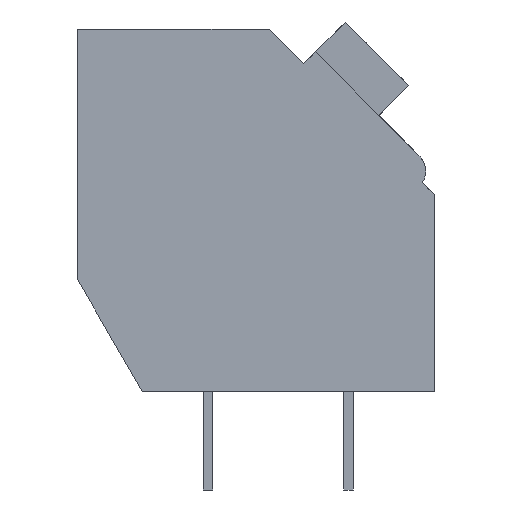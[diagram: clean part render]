
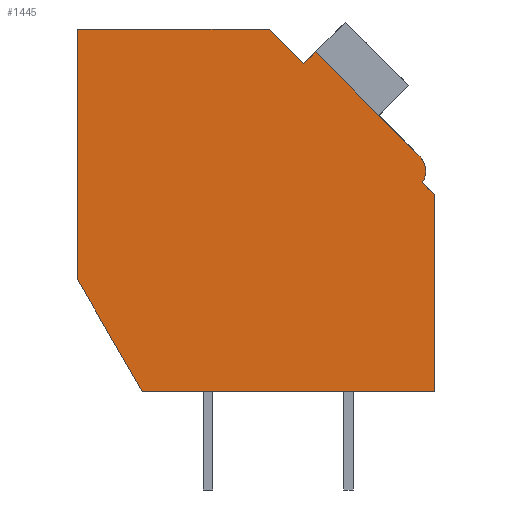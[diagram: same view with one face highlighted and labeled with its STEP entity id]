
A CAD part, left-side view. The second image highlights one B-rep face of the part: STEP entity #1445.
In plain terms, the highlighted planar face has unit normal (-1, 0, 0).
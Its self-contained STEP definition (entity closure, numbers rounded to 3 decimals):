
#1377=AXIS2_PLACEMENT_3D('Plane Axis2P3D',#1374,#1375,#1376) ;
#1388=AXIS2_PLACEMENT_3D('Circle Axis2P3D',#1386,#1387,$) ;
#49=CARTESIAN_POINT('Vertex',(0.,0.,3.5)) ;
#52=CARTESIAN_POINT('Line Origine',(0.,5.199,3.5)) ;
#56=CARTESIAN_POINT('Vertex',(0.,10.399,3.5)) ;
#135=CARTESIAN_POINT('Vertex',(0.,0.,10.518)) ;
#140=CARTESIAN_POINT('Line Origine',(0.,0.,7.009)) ;
#1374=CARTESIAN_POINT('Axis2P3D Location',(0.,12.7,0.)) ;
#1379=CARTESIAN_POINT('Line Origine',(0.,0.212,10.731)) ;
#1383=CARTESIAN_POINT('Vertex',(0.,0.424,10.943)) ;
#1386=CARTESIAN_POINT('Axis2P3D Location',(0.,1.113,11.349)) ;
#1390=CARTESIAN_POINT('Vertex',(0.,0.548,11.915)) ;
#1393=CARTESIAN_POINT('Line Origine',(0.,2.391,13.758)) ;
#1397=CARTESIAN_POINT('Vertex',(0.,4.234,15.601)) ;
#1400=CARTESIAN_POINT('Line Origine',(0.,4.446,15.389)) ;
#1404=CARTESIAN_POINT('Vertex',(0.,4.659,15.177)) ;
#1407=CARTESIAN_POINT('Line Origine',(0.,5.27,15.788)) ;
#1411=CARTESIAN_POINT('Vertex',(0.,5.882,16.4)) ;
#1414=CARTESIAN_POINT('Line Origine',(0.,9.291,16.4)) ;
#1418=CARTESIAN_POINT('Vertex',(0.,12.7,16.4)) ;
#1421=CARTESIAN_POINT('Line Origine',(0.,12.7,11.943)) ;
#1425=CARTESIAN_POINT('Vertex',(0.,12.7,7.485)) ;
#1428=CARTESIAN_POINT('Line Origine',(0.,11.55,5.493)) ;
#53=DIRECTION('Vector Direction',(0.,-1.,0.)) ;
#141=DIRECTION('Vector Direction',(0.,0.,1.)) ;
#1375=DIRECTION('Axis2P3D Direction',(-1.,0.,0.)) ;
#1376=DIRECTION('Axis2P3D XDirection',(0.,-1.,0.)) ;
#1380=DIRECTION('Vector Direction',(0.,0.707,0.707)) ;
#1387=DIRECTION('Axis2P3D Direction',(-1.,0.,0.)) ;
#1394=DIRECTION('Vector Direction',(0.,-0.707,-0.707)) ;
#1401=DIRECTION('Vector Direction',(0.,-0.707,0.707)) ;
#1408=DIRECTION('Vector Direction',(0.,0.707,0.707)) ;
#1415=DIRECTION('Vector Direction',(0.,-1.,0.)) ;
#1422=DIRECTION('Vector Direction',(0.,0.,-1.)) ;
#1429=DIRECTION('Vector Direction',(0.,-0.5,-0.866)) ;
#54=VECTOR('Line Direction',#53,1.) ;
#142=VECTOR('Line Direction',#141,1.) ;
#1381=VECTOR('Line Direction',#1380,1.) ;
#1395=VECTOR('Line Direction',#1394,1.) ;
#1402=VECTOR('Line Direction',#1401,1.) ;
#1409=VECTOR('Line Direction',#1408,1.) ;
#1416=VECTOR('Line Direction',#1415,1.) ;
#1423=VECTOR('Line Direction',#1422,1.) ;
#1430=VECTOR('Line Direction',#1429,1.) ;
#1434=ORIENTED_EDGE('',*,*,#58,.T.) ;
#1435=ORIENTED_EDGE('',*,*,#144,.T.) ;
#1436=ORIENTED_EDGE('',*,*,#1385,.T.) ;
#1437=ORIENTED_EDGE('',*,*,#1392,.T.) ;
#1438=ORIENTED_EDGE('',*,*,#1399,.T.) ;
#1439=ORIENTED_EDGE('',*,*,#1406,.T.) ;
#1440=ORIENTED_EDGE('',*,*,#1413,.T.) ;
#1441=ORIENTED_EDGE('',*,*,#1420,.T.) ;
#1442=ORIENTED_EDGE('',*,*,#1427,.T.) ;
#1443=ORIENTED_EDGE('',*,*,#1432,.T.) ;
#1445=ADVANCED_FACE('HOUSING',(#1444),#1378,.T.) ;
#1389=CIRCLE('generated circle',#1388,0.8) ;
#58=EDGE_CURVE('',#57,#50,#55,.T.) ;
#144=EDGE_CURVE('',#50,#136,#143,.T.) ;
#1385=EDGE_CURVE('',#136,#1384,#1382,.T.) ;
#1392=EDGE_CURVE('',#1384,#1391,#1389,.T.) ;
#1399=EDGE_CURVE('',#1391,#1398,#1396,.F.) ;
#1406=EDGE_CURVE('',#1398,#1405,#1403,.F.) ;
#1413=EDGE_CURVE('',#1405,#1412,#1410,.T.) ;
#1420=EDGE_CURVE('',#1412,#1419,#1417,.F.) ;
#1427=EDGE_CURVE('',#1419,#1426,#1424,.T.) ;
#1432=EDGE_CURVE('',#1426,#57,#1431,.T.) ;
#1433=EDGE_LOOP('',(#1434,#1435,#1436,#1437,#1438,#1439,#1440,#1441,#1442,#1443)) ;
#1444=FACE_OUTER_BOUND('',#1433,.T.) ;
#55=LINE('Line',#52,#54) ;
#143=LINE('Line',#140,#142) ;
#1382=LINE('Line',#1379,#1381) ;
#1396=LINE('Line',#1393,#1395) ;
#1403=LINE('Line',#1400,#1402) ;
#1410=LINE('Line',#1407,#1409) ;
#1417=LINE('Line',#1414,#1416) ;
#1424=LINE('Line',#1421,#1423) ;
#1431=LINE('Line',#1428,#1430) ;
#1378=PLANE('',#1377) ;
#50=VERTEX_POINT('',#49) ;
#57=VERTEX_POINT('',#56) ;
#136=VERTEX_POINT('',#135) ;
#1384=VERTEX_POINT('',#1383) ;
#1391=VERTEX_POINT('',#1390) ;
#1398=VERTEX_POINT('',#1397) ;
#1405=VERTEX_POINT('',#1404) ;
#1412=VERTEX_POINT('',#1411) ;
#1419=VERTEX_POINT('',#1418) ;
#1426=VERTEX_POINT('',#1425) ;
